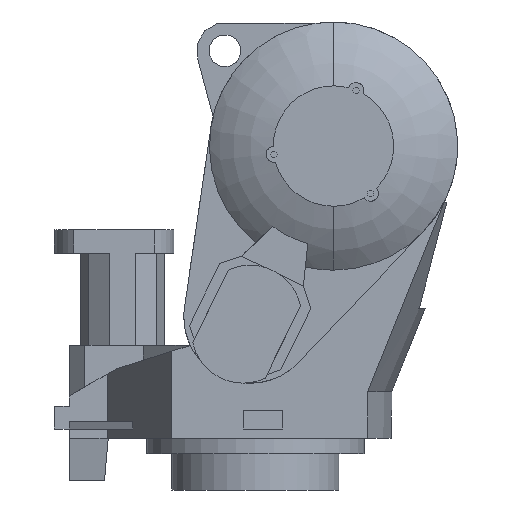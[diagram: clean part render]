
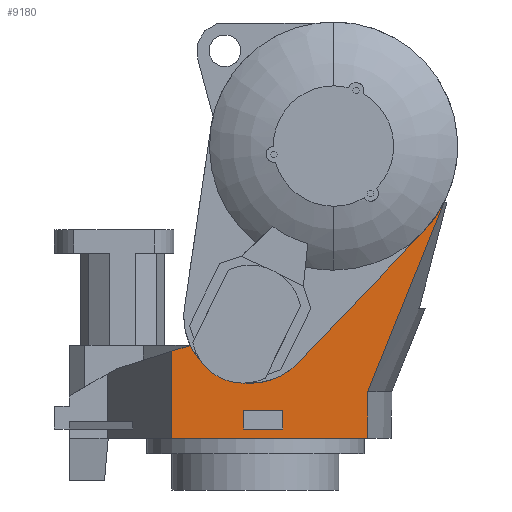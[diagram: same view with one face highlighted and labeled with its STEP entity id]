
A CAD part, front view. The second image highlights one B-rep face of the part: STEP entity #9180.
In plain terms, the highlighted planar face has unit normal (0, -1, 0).
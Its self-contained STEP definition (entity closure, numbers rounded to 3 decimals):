
#7 = PLANE ( 'NONE',  #6530 ) ;
#51 = ORIENTED_EDGE ( 'NONE', *, *, #9267, .F. ) ;
#138 = VECTOR ( 'NONE', #1362, 1000. ) ;
#377 = CARTESIAN_POINT ( 'NONE',  ( 143.694, -163., 301. ) ) ;
#423 = CARTESIAN_POINT ( 'NONE',  ( -107., -163., 352.479 ) ) ;
#518 = CARTESIAN_POINT ( 'NONE',  ( -15., -163., 277. ) ) ;
#630 = ORIENTED_EDGE ( 'NONE', *, *, #6017, .T. ) ;
#650 = ORIENTED_EDGE ( 'NONE', *, *, #5173, .F. ) ;
#777 = VECTOR ( 'NONE', #6917, 1000. ) ;
#899 = LINE ( 'NONE', #8908, #3346 ) ;
#1068 = CARTESIAN_POINT ( 'NONE',  ( -15., -163., 253. ) ) ;
#1307 = DIRECTION ( 'NONE',  ( -1., 0., 0. ) ) ;
#1330 = VECTOR ( 'NONE', #1307, 1000. ) ;
#1362 = DIRECTION ( 'NONE',  ( 0.69, 0., 0.723 ) ) ;
#1492 = DIRECTION ( 'NONE',  ( 0., 0., 1. ) ) ;
#1551 = VERTEX_POINT ( 'NONE', #9364 ) ;
#1594 = DIRECTION ( 'NONE',  ( 1., 0., 0. ) ) ;
#1758 = LINE ( 'NONE', #423, #9221 ) ;
#1812 = ORIENTED_EDGE ( 'NONE', *, *, #3552, .F. ) ;
#1833 = CARTESIAN_POINT ( 'NONE',  ( 214.829, -163., 505.403 ) ) ;
#1877 = LINE ( 'NONE', #5846, #138 ) ;
#1878 = CARTESIAN_POINT ( 'NONE',  ( -15., -163., 253. ) ) ;
#1928 = ORIENTED_EDGE ( 'NONE', *, *, #7736, .F. ) ;
#2067 = VERTEX_POINT ( 'NONE', #1833 ) ;
#2296 = ORIENTED_EDGE ( 'NONE', *, *, #7600, .F. ) ;
#2342 = VERTEX_POINT ( 'NONE', #6135 ) ;
#2472 = CARTESIAN_POINT ( 'NONE',  ( 35., -163., 277. ) ) ;
#2639 = VECTOR ( 'NONE', #1594, 1000. ) ;
#2837 = CARTESIAN_POINT ( 'NONE',  ( -15., -163., 277. ) ) ;
#2888 = VERTEX_POINT ( 'NONE', #377 ) ;
#2944 = CARTESIAN_POINT ( 'NONE',  ( 100., -163., 615. ) ) ;
#2989 = EDGE_LOOP ( 'NONE', ( #630, #3319, #8921, #3214, #1928, #650, #1812, #2296 ) ) ;
#3199 = ORIENTED_EDGE ( 'NONE', *, *, #8431, .F. ) ;
#3214 = ORIENTED_EDGE ( 'NONE', *, *, #5312, .F. ) ;
#3264 = VECTOR ( 'NONE', #7158, 1000. ) ;
#3277 = AXIS2_PLACEMENT_3D ( 'NONE', #3909, #9101, #4654 ) ;
#3313 = CARTESIAN_POINT ( 'NONE',  ( 35., -163., 253. ) ) ;
#3319 = ORIENTED_EDGE ( 'NONE', *, *, #9039, .F. ) ;
#3322 = VECTOR ( 'NONE', #8377, 1000. ) ;
#3346 = VECTOR ( 'NONE', #4464, 1000. ) ;
#3552 = EDGE_CURVE ( 'NONE', #4679, #1551, #5325, .T. ) ;
#3692 = DIRECTION ( 'NONE',  ( -1., 0., 0. ) ) ;
#3909 = CARTESIAN_POINT ( 'NONE',  ( -6.524, -163., 396.593 ) ) ;
#3914 = ORIENTED_EDGE ( 'NONE', *, *, #7794, .F. ) ;
#4085 = VERTEX_POINT ( 'NONE', #4564 ) ;
#4435 = VERTEX_POINT ( 'NONE', #3313 ) ;
#4440 = VERTEX_POINT ( 'NONE', #4828 ) ;
#4449 = LINE ( 'NONE', #1068, #8159 ) ;
#4464 = DIRECTION ( 'NONE',  ( -1., 0., 0. ) ) ;
#4510 = LINE ( 'NONE', #8802, #6243 ) ;
#4564 = CARTESIAN_POINT ( 'NONE',  ( 241.469, -163., 543. ) ) ;
#4635 = CARTESIAN_POINT ( 'NONE',  ( 143.694, -163., 241. ) ) ;
#4636 = CARTESIAN_POINT ( 'NONE',  ( -107., -163., 271.605 ) ) ;
#4654 = DIRECTION ( 'NONE',  ( -1., 0., 0. ) ) ;
#4679 = VERTEX_POINT ( 'NONE', #5855 ) ;
#4828 = CARTESIAN_POINT ( 'NONE',  ( -83.244, -163., 360. ) ) ;
#4884 = EDGE_LOOP ( 'NONE', ( #51, #8447, #3199, #3914 ) ) ;
#5009 = CIRCLE ( 'NONE', #5842, 158.737 ) ;
#5098 = DIRECTION ( 'NONE',  ( -0.375, 0., -0.927 ) ) ;
#5173 = EDGE_CURVE ( 'NONE', #1551, #4440, #1758, .T. ) ;
#5223 = CARTESIAN_POINT ( 'NONE',  ( -107., -163., 241. ) ) ;
#5312 = EDGE_CURVE ( 'NONE', #9431, #2067, #1877, .T. ) ;
#5325 = LINE ( 'NONE', #4636, #3322 ) ;
#5329 = CARTESIAN_POINT ( 'NONE',  ( 35., -163., 253. ) ) ;
#5640 = DIRECTION ( 'NONE',  ( 0.953, 0., 0.302 ) ) ;
#5842 = AXIS2_PLACEMENT_3D ( 'NONE', #2944, #8140, #3692 ) ;
#5846 = CARTESIAN_POINT ( 'NONE',  ( 54.964, -163., 337.906 ) ) ;
#5855 = CARTESIAN_POINT ( 'NONE',  ( -107., -163., 241. ) ) ;
#5900 = EDGE_CURVE ( 'NONE', #6035, #7324, #4449, .T. ) ;
#5972 = DIRECTION ( 'NONE',  ( 0., 1., 0. ) ) ;
#6017 = EDGE_CURVE ( 'NONE', #7096, #2888, #7230, .T. ) ;
#6035 = VERTEX_POINT ( 'NONE', #518 ) ;
#6135 = CARTESIAN_POINT ( 'NONE',  ( 35., -163., 277. ) ) ;
#6243 = VECTOR ( 'NONE', #5098, 1000. ) ;
#6530 = AXIS2_PLACEMENT_3D ( 'NONE', #5223, #5972, #1492 ) ;
#6588 = LINE ( 'NONE', #5329, #2639 ) ;
#6718 = LINE ( 'NONE', #2472, #777 ) ;
#6917 = DIRECTION ( 'NONE',  ( 0., 0., 1. ) ) ;
#6919 = EDGE_CURVE ( 'NONE', #2067, #4085, #5009, .T. ) ;
#7051 = FACE_BOUND ( 'NONE', #4884, .T. ) ;
#7096 = VERTEX_POINT ( 'NONE', #4635 ) ;
#7158 = DIRECTION ( 'NONE',  ( 0., 0., 1. ) ) ;
#7182 = CIRCLE ( 'NONE', #3277, 85. ) ;
#7230 = LINE ( 'NONE', #9416, #3264 ) ;
#7324 = VERTEX_POINT ( 'NONE', #1878 ) ;
#7600 = EDGE_CURVE ( 'NONE', #7096, #4679, #899, .T. ) ;
#7736 = EDGE_CURVE ( 'NONE', #4440, #9431, #7182, .T. ) ;
#7787 = DIRECTION ( 'NONE',  ( 0., 0., -1. ) ) ;
#7794 = EDGE_CURVE ( 'NONE', #4435, #2342, #6718, .T. ) ;
#8140 = DIRECTION ( 'NONE',  ( 0., -1., 0. ) ) ;
#8159 = VECTOR ( 'NONE', #7787, 1000. ) ;
#8291 = CARTESIAN_POINT ( 'NONE',  ( 54.964, -163., 337.906 ) ) ;
#8377 = DIRECTION ( 'NONE',  ( 0., 0., 1. ) ) ;
#8431 = EDGE_CURVE ( 'NONE', #2342, #6035, #9262, .T. ) ;
#8447 = ORIENTED_EDGE ( 'NONE', *, *, #5900, .F. ) ;
#8802 = CARTESIAN_POINT ( 'NONE',  ( 192.287, -163., 421.272 ) ) ;
#8908 = CARTESIAN_POINT ( 'NONE',  ( -107., -163., 241. ) ) ;
#8921 = ORIENTED_EDGE ( 'NONE', *, *, #6919, .F. ) ;
#9034 = FACE_OUTER_BOUND ( 'NONE', #2989, .T. ) ;
#9039 = EDGE_CURVE ( 'NONE', #4085, #2888, #4510, .T. ) ;
#9101 = DIRECTION ( 'NONE',  ( 0., -1., 0. ) ) ;
#9180 = ADVANCED_FACE ( 'NONE', ( #7051, #9034 ), #7, .F. ) ;
#9221 = VECTOR ( 'NONE', #5640, 1000. ) ;
#9262 = LINE ( 'NONE', #2837, #1330 ) ;
#9267 = EDGE_CURVE ( 'NONE', #7324, #4435, #6588, .T. ) ;
#9364 = CARTESIAN_POINT ( 'NONE',  ( -107., -163., 352.479 ) ) ;
#9416 = CARTESIAN_POINT ( 'NONE',  ( 143.694, -163., 271.182 ) ) ;
#9431 = VERTEX_POINT ( 'NONE', #8291 ) ;
